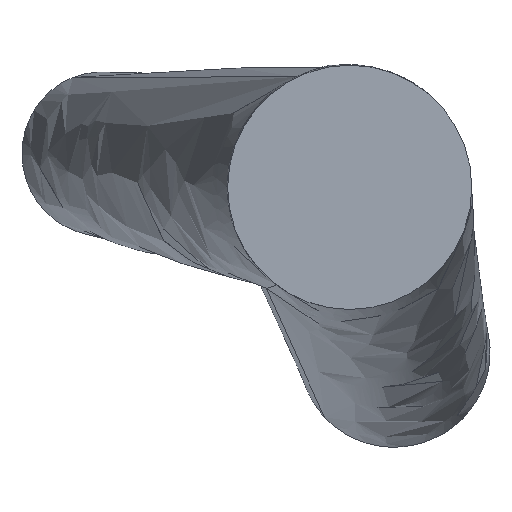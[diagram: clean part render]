
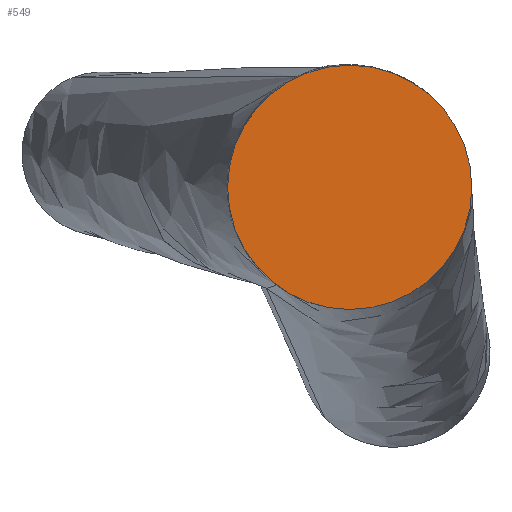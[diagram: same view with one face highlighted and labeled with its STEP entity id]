
A CAD part, left-side view. The second image highlights one B-rep face of the part: STEP entity #549.
In plain terms, the highlighted planar face has unit normal (-1, -0.001, -0.001).
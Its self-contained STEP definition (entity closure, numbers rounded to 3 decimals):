
#5 = PLANE ( 'NONE',  #483 ) ;
#40 = FACE_OUTER_BOUND ( 'NONE', #137, .T. ) ;
#62 = CARTESIAN_POINT ( 'NONE',  ( -103.901, -0.217, 0.303 ) ) ;
#66 = DIRECTION ( 'NONE',  ( -1., -0.001, -0.001 ) ) ;
#74 = VERTEX_POINT ( 'NONE', #647 ) ;
#75 = CIRCLE ( 'NONE', #193, 1. ) ;
#104 = EDGE_CURVE ( 'NONE', #74, #594, #75, .T. ) ;
#111 = DIRECTION ( 'NONE',  ( -1., -0.001, -0.001 ) ) ;
#137 = EDGE_LOOP ( 'NONE', ( #481, #665 ) ) ;
#193 = AXIS2_PLACEMENT_3D ( 'NONE', #522, #111, #459 ) ;
#294 = DIRECTION ( 'NONE',  ( 0.001, -1., 0. ) ) ;
#303 = CARTESIAN_POINT ( 'NONE',  ( -103.9, -1.217, 0.303 ) ) ;
#358 = CARTESIAN_POINT ( 'NONE',  ( -103.9, -0.205, -0.709 ) ) ;
#370 = DIRECTION ( 'NONE',  ( 0.001, -1., 0. ) ) ;
#437 = AXIS2_PLACEMENT_3D ( 'NONE', #303, #66, #370 ) ;
#459 = DIRECTION ( 'NONE',  ( 0.001, -1., 0. ) ) ;
#481 = ORIENTED_EDGE ( 'NONE', *, *, #104, .T. ) ;
#483 = AXIS2_PLACEMENT_3D ( 'NONE', #358, #715, #294 ) ;
#522 = CARTESIAN_POINT ( 'NONE',  ( -103.9, -1.217, 0.303 ) ) ;
#549 = ADVANCED_FACE ( 'NONE', ( #40 ), #5, .T. ) ;
#594 = VERTEX_POINT ( 'NONE', #62 ) ;
#632 = CIRCLE ( 'NONE', #437, 1. ) ;
#647 = CARTESIAN_POINT ( 'NONE',  ( -103.899, -2.217, 0.303 ) ) ;
#665 = ORIENTED_EDGE ( 'NONE', *, *, #695, .T. ) ;
#695 = EDGE_CURVE ( 'NONE', #594, #74, #632, .T. ) ;
#715 = DIRECTION ( 'NONE',  ( -1., -0.001, -0.001 ) ) ;
